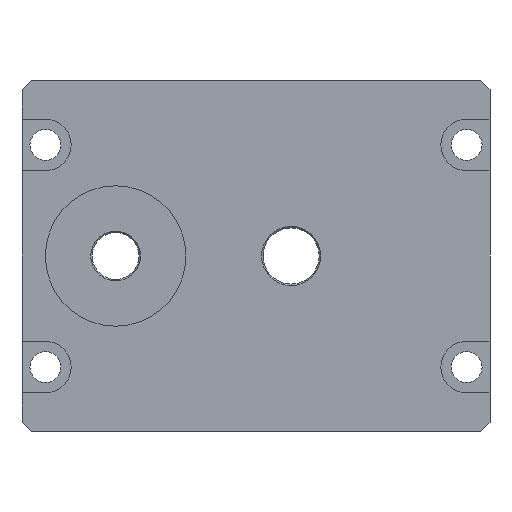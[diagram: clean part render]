
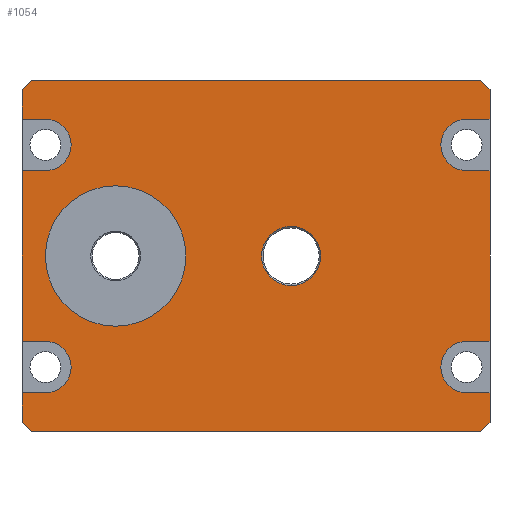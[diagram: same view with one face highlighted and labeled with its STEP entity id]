
A CAD part, front view. The second image highlights one B-rep face of the part: STEP entity #1054.
In plain terms, the highlighted planar face has unit normal (0, -1, 0).
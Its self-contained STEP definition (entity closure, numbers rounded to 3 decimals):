
#26=FACE_BOUND('',#167,.T.);
#27=FACE_BOUND('',#168,.T.);
#58=PLANE('',#1162);
#101=FACE_OUTER_BOUND('',#166,.T.);
#166=EDGE_LOOP('',(#875,#876,#877,#878,#879,#880,#881,#882,#883,#884,#885,
#886,#887,#888,#889,#890,#891,#892,#893,#894,#895,#896,#897,#898));
#167=EDGE_LOOP('',(#899));
#168=EDGE_LOOP('',(#900));
#258=LINE('',#1676,#355);
#261=LINE('',#1681,#358);
#263=LINE('',#1685,#360);
#265=LINE('',#1690,#362);
#269=LINE('',#1698,#366);
#273=LINE('',#1705,#370);
#274=LINE('',#1709,#371);
#277=LINE('',#1714,#374);
#281=LINE('',#1722,#378);
#285=LINE('',#1729,#382);
#287=LINE('',#1733,#384);
#288=LINE('',#1736,#385);
#289=LINE('',#1739,#386);
#290=LINE('',#1741,#387);
#291=LINE('',#1744,#388);
#292=LINE('',#1745,#389);
#293=LINE('',#1747,#390);
#294=LINE('',#1750,#391);
#295=LINE('',#1752,#392);
#296=LINE('',#1755,#393);
#355=VECTOR('',#1358,10.);
#358=VECTOR('',#1363,10.);
#360=VECTOR('',#1367,10.);
#362=VECTOR('',#1371,10.);
#366=VECTOR('',#1375,10.);
#370=VECTOR('',#1379,10.);
#371=VECTOR('',#1382,10.);
#374=VECTOR('',#1387,10.);
#378=VECTOR('',#1391,10.);
#382=VECTOR('',#1395,10.);
#384=VECTOR('',#1399,10.);
#385=VECTOR('',#1402,10.);
#386=VECTOR('',#1405,10.);
#387=VECTOR('',#1406,10.);
#388=VECTOR('',#1409,10.);
#389=VECTOR('',#1410,10.);
#390=VECTOR('',#1411,10.);
#391=VECTOR('',#1414,10.);
#392=VECTOR('',#1415,10.);
#393=VECTOR('',#1418,10.);
#440=CIRCLE('',#1163,5.5);
#441=CIRCLE('',#1164,5.5);
#442=CIRCLE('',#1165,5.5);
#443=CIRCLE('',#1166,5.5);
#444=CIRCLE('',#1167,6.3);
#445=CIRCLE('',#1168,15.);
#512=VERTEX_POINT('',#1673);
#513=VERTEX_POINT('',#1675);
#514=VERTEX_POINT('',#1679);
#515=VERTEX_POINT('',#1683);
#516=VERTEX_POINT('',#1687);
#517=VERTEX_POINT('',#1689);
#520=VERTEX_POINT('',#1695);
#521=VERTEX_POINT('',#1697);
#524=VERTEX_POINT('',#1703);
#525=VERTEX_POINT('',#1707);
#526=VERTEX_POINT('',#1708);
#527=VERTEX_POINT('',#1713);
#530=VERTEX_POINT('',#1719);
#531=VERTEX_POINT('',#1721);
#534=VERTEX_POINT('',#1727);
#535=VERTEX_POINT('',#1731);
#536=VERTEX_POINT('',#1735);
#537=VERTEX_POINT('',#1737);
#538=VERTEX_POINT('',#1740);
#539=VERTEX_POINT('',#1742);
#540=VERTEX_POINT('',#1746);
#541=VERTEX_POINT('',#1748);
#542=VERTEX_POINT('',#1751);
#543=VERTEX_POINT('',#1753);
#544=VERTEX_POINT('',#1756);
#545=VERTEX_POINT('',#1758);
#636=EDGE_CURVE('',#512,#513,#258,.T.);
#639=EDGE_CURVE('',#512,#514,#261,.T.);
#641=EDGE_CURVE('',#515,#514,#263,.T.);
#643=EDGE_CURVE('',#517,#516,#265,.T.);
#647=EDGE_CURVE('',#521,#520,#269,.T.);
#651=EDGE_CURVE('',#515,#524,#273,.T.);
#652=EDGE_CURVE('',#525,#526,#274,.T.);
#655=EDGE_CURVE('',#527,#513,#277,.T.);
#659=EDGE_CURVE('',#531,#530,#281,.T.);
#663=EDGE_CURVE('',#525,#534,#285,.T.);
#665=EDGE_CURVE('',#535,#516,#287,.T.);
#666=EDGE_CURVE('',#524,#536,#288,.T.);
#667=EDGE_CURVE('',#536,#537,#440,.T.);
#668=EDGE_CURVE('',#537,#521,#289,.T.);
#669=EDGE_CURVE('',#520,#538,#290,.T.);
#670=EDGE_CURVE('',#538,#539,#441,.T.);
#671=EDGE_CURVE('',#539,#517,#291,.T.);
#672=EDGE_CURVE('',#535,#526,#292,.T.);
#673=EDGE_CURVE('',#534,#540,#293,.T.);
#674=EDGE_CURVE('',#540,#541,#442,.T.);
#675=EDGE_CURVE('',#541,#531,#294,.T.);
#676=EDGE_CURVE('',#530,#542,#295,.T.);
#677=EDGE_CURVE('',#542,#543,#443,.T.);
#678=EDGE_CURVE('',#543,#527,#296,.T.);
#679=EDGE_CURVE('',#544,#544,#444,.T.);
#680=EDGE_CURVE('',#545,#545,#445,.T.);
#875=ORIENTED_EDGE('',*,*,#636,.F.);
#876=ORIENTED_EDGE('',*,*,#639,.T.);
#877=ORIENTED_EDGE('',*,*,#641,.F.);
#878=ORIENTED_EDGE('',*,*,#651,.T.);
#879=ORIENTED_EDGE('',*,*,#666,.T.);
#880=ORIENTED_EDGE('',*,*,#667,.T.);
#881=ORIENTED_EDGE('',*,*,#668,.T.);
#882=ORIENTED_EDGE('',*,*,#647,.T.);
#883=ORIENTED_EDGE('',*,*,#669,.T.);
#884=ORIENTED_EDGE('',*,*,#670,.T.);
#885=ORIENTED_EDGE('',*,*,#671,.T.);
#886=ORIENTED_EDGE('',*,*,#643,.T.);
#887=ORIENTED_EDGE('',*,*,#665,.F.);
#888=ORIENTED_EDGE('',*,*,#672,.T.);
#889=ORIENTED_EDGE('',*,*,#652,.F.);
#890=ORIENTED_EDGE('',*,*,#663,.T.);
#891=ORIENTED_EDGE('',*,*,#673,.T.);
#892=ORIENTED_EDGE('',*,*,#674,.T.);
#893=ORIENTED_EDGE('',*,*,#675,.T.);
#894=ORIENTED_EDGE('',*,*,#659,.T.);
#895=ORIENTED_EDGE('',*,*,#676,.T.);
#896=ORIENTED_EDGE('',*,*,#677,.T.);
#897=ORIENTED_EDGE('',*,*,#678,.T.);
#898=ORIENTED_EDGE('',*,*,#655,.T.);
#899=ORIENTED_EDGE('',*,*,#679,.F.);
#900=ORIENTED_EDGE('',*,*,#680,.T.);
#1054=ADVANCED_FACE('',(#101,#26,#27),#58,.T.);
#1162=AXIS2_PLACEMENT_3D('',#1734,#1400,#1401);
#1163=AXIS2_PLACEMENT_3D('',#1738,#1403,#1404);
#1164=AXIS2_PLACEMENT_3D('',#1743,#1407,#1408);
#1165=AXIS2_PLACEMENT_3D('',#1749,#1412,#1413);
#1166=AXIS2_PLACEMENT_3D('',#1754,#1416,#1417);
#1167=AXIS2_PLACEMENT_3D('',#1757,#1419,#1420);
#1168=AXIS2_PLACEMENT_3D('',#1759,#1421,#1422);
#1358=DIRECTION('',(-0.707,0.,0.707));
#1363=DIRECTION('',(1.,0.,0.));
#1367=DIRECTION('',(-0.707,0.,-0.707));
#1371=DIRECTION('',(0.,0.,1.));
#1375=DIRECTION('',(0.,0.,1.));
#1379=DIRECTION('',(0.,0.,1.));
#1382=DIRECTION('',(0.707,0.,0.707));
#1387=DIRECTION('',(0.,0.,-1.));
#1391=DIRECTION('',(0.,0.,-1.));
#1395=DIRECTION('',(0.,0.,-1.));
#1399=DIRECTION('',(0.707,0.,-0.707));
#1400=DIRECTION('center_axis',(0.,-1.,0.));
#1401=DIRECTION('ref_axis',(0.,0.,-1.));
#1402=DIRECTION('',(-1.,0.,0.));
#1403=DIRECTION('center_axis',(0.,1.,0.));
#1404=DIRECTION('ref_axis',(0.,0.,-1.));
#1405=DIRECTION('',(1.,0.,0.));
#1406=DIRECTION('',(-1.,0.,0.));
#1407=DIRECTION('center_axis',(0.,1.,0.));
#1408=DIRECTION('ref_axis',(0.,0.,-1.));
#1409=DIRECTION('',(1.,0.,0.));
#1410=DIRECTION('',(-1.,0.,0.));
#1411=DIRECTION('',(1.,0.,0.));
#1412=DIRECTION('center_axis',(0.,1.,0.));
#1413=DIRECTION('ref_axis',(0.,0.,1.));
#1414=DIRECTION('',(-1.,0.,0.));
#1415=DIRECTION('',(1.,0.,0.));
#1416=DIRECTION('center_axis',(0.,1.,0.));
#1417=DIRECTION('ref_axis',(0.,0.,1.));
#1418=DIRECTION('',(-1.,0.,0.));
#1419=DIRECTION('center_axis',(0.,-1.,0.));
#1420=DIRECTION('ref_axis',(-1.,0.,0.));
#1421=DIRECTION('center_axis',(0.,1.,0.));
#1422=DIRECTION('ref_axis',(-1.,0.,0.));
#1673=CARTESIAN_POINT('',(2.,-23.5,-75.));
#1675=CARTESIAN_POINT('',(0.,-23.5,-73.));
#1676=CARTESIAN_POINT('',(4.125,-23.5,-77.125));
#1679=CARTESIAN_POINT('',(98.,-23.5,-75.));
#1681=CARTESIAN_POINT('',(0.,-23.5,-75.));
#1683=CARTESIAN_POINT('',(100.,-23.5,-73.));
#1685=CARTESIAN_POINT('',(95.875,-23.5,-77.125));
#1687=CARTESIAN_POINT('',(100.,-23.5,-2.));
#1689=CARTESIAN_POINT('',(100.,-23.5,-8.25));
#1690=CARTESIAN_POINT('',(100.,-23.5,-8.25));
#1695=CARTESIAN_POINT('',(100.,-23.5,-19.25));
#1697=CARTESIAN_POINT('',(100.,-23.5,-55.75));
#1698=CARTESIAN_POINT('',(100.,-23.5,-55.75));
#1703=CARTESIAN_POINT('',(100.,-23.5,-66.75));
#1705=CARTESIAN_POINT('',(100.,-23.5,-75.));
#1707=CARTESIAN_POINT('',(0.,-23.5,-2.));
#1708=CARTESIAN_POINT('',(2.,-23.5,0.));
#1709=CARTESIAN_POINT('',(4.125,-23.5,2.125));
#1713=CARTESIAN_POINT('',(0.,-23.5,-66.75));
#1714=CARTESIAN_POINT('',(0.,-23.5,-66.75));
#1719=CARTESIAN_POINT('',(0.,-23.5,-55.75));
#1721=CARTESIAN_POINT('',(0.,-23.5,-19.25));
#1722=CARTESIAN_POINT('',(0.,-23.5,-19.25));
#1727=CARTESIAN_POINT('',(0.,-23.5,-8.25));
#1729=CARTESIAN_POINT('',(0.,-23.5,0.));
#1731=CARTESIAN_POINT('',(98.,-23.5,0.));
#1733=CARTESIAN_POINT('',(95.875,-23.5,2.125));
#1734=CARTESIAN_POINT('Origin',(50.,-23.5,-37.5));
#1735=CARTESIAN_POINT('',(95.,-23.5,-66.75));
#1736=CARTESIAN_POINT('',(100.,-23.5,-66.75));
#1737=CARTESIAN_POINT('',(95.,-23.5,-55.75));
#1738=CARTESIAN_POINT('Origin',(95.,-23.5,-61.25));
#1739=CARTESIAN_POINT('',(95.,-23.5,-55.75));
#1740=CARTESIAN_POINT('',(95.,-23.5,-19.25));
#1741=CARTESIAN_POINT('',(100.,-23.5,-19.25));
#1742=CARTESIAN_POINT('',(95.,-23.5,-8.25));
#1743=CARTESIAN_POINT('Origin',(95.,-23.5,-13.75));
#1744=CARTESIAN_POINT('',(95.,-23.5,-8.25));
#1745=CARTESIAN_POINT('',(100.,-23.5,0.));
#1746=CARTESIAN_POINT('',(5.,-23.5,-8.25));
#1747=CARTESIAN_POINT('',(0.,-23.5,-8.25));
#1748=CARTESIAN_POINT('',(5.,-23.5,-19.25));
#1749=CARTESIAN_POINT('Origin',(5.,-23.5,-13.75));
#1750=CARTESIAN_POINT('',(5.,-23.5,-19.25));
#1751=CARTESIAN_POINT('',(5.,-23.5,-55.75));
#1752=CARTESIAN_POINT('',(0.,-23.5,-55.75));
#1753=CARTESIAN_POINT('',(5.,-23.5,-66.75));
#1754=CARTESIAN_POINT('Origin',(5.,-23.5,-61.25));
#1755=CARTESIAN_POINT('',(5.,-23.5,-66.75));
#1756=CARTESIAN_POINT('',(63.8,-23.5,-37.5));
#1757=CARTESIAN_POINT('Origin',(57.5,-23.5,-37.5));
#1758=CARTESIAN_POINT('',(35.,-23.5,-37.5));
#1759=CARTESIAN_POINT('Origin',(20.,-23.5,-37.5));
